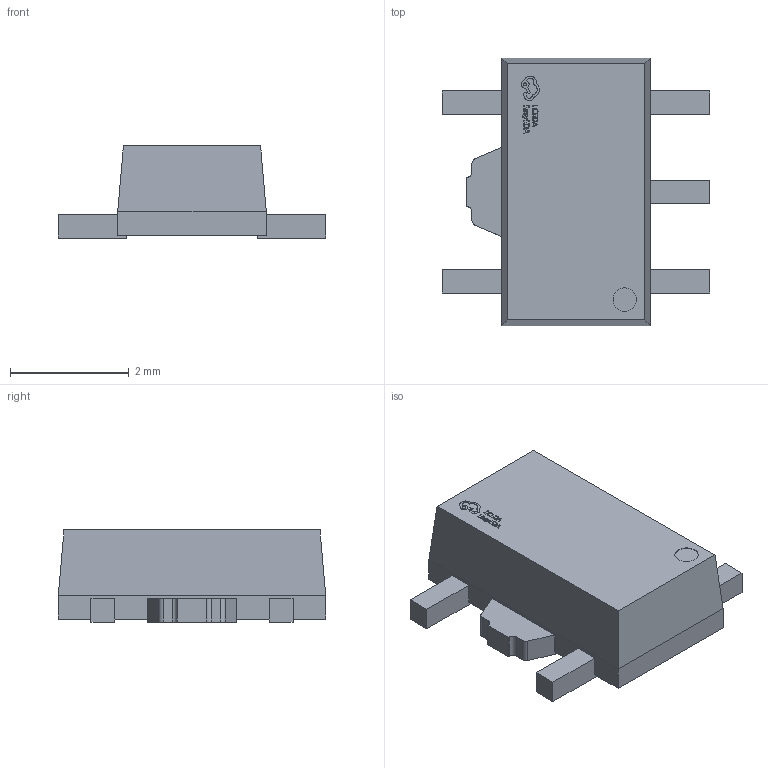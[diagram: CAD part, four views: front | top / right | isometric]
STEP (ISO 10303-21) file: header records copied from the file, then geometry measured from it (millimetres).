
FILE_DESCRIPTION (( 'STEP AP214' ), '1' );
FILE_NAME ('SOT-89-5_L4.5-W2.5-P1.50-LS4.2-BR.step', '2022-07-26T11:18:30', ( '' ), ( '' ), 'SwSTEP 2.0', 'SolidWorks 2020', '' );
FILE_SCHEMA (( 'AUTOMOTIVE_DESIGN' ));
Length unit declared in the file: millimetre
Products named in the file (1): SOT-89-5_L4.5-W2.5-P1.50-LS4.2-BR
Bounding box: 4.5 x 4.5 x 1.55 mm (x, y, z)
Volume: 17.2 mm3; surface area: 56.9 mm2
Topology: 20 solids, 20 shells, 375 faces, 977 edges, 650 vertices
Faces by surface type: plane 257, bspline 112, cylinder 6
Entity records: 16917 total; most frequent: CARTESIAN_POINT 4107, ORIENTED_EDGE 1954, DIRECTION 1289, EDGE_CURVE 977, LINE 737, VECTOR 737, VERTEX_POINT 650, UNCERTAINTY_MEASURE_WITH_UNIT 397
